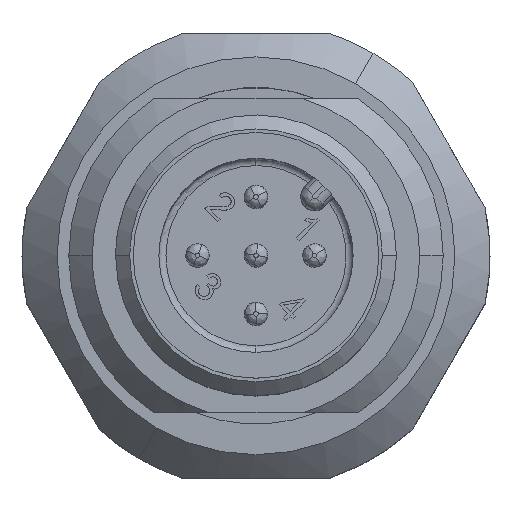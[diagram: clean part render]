
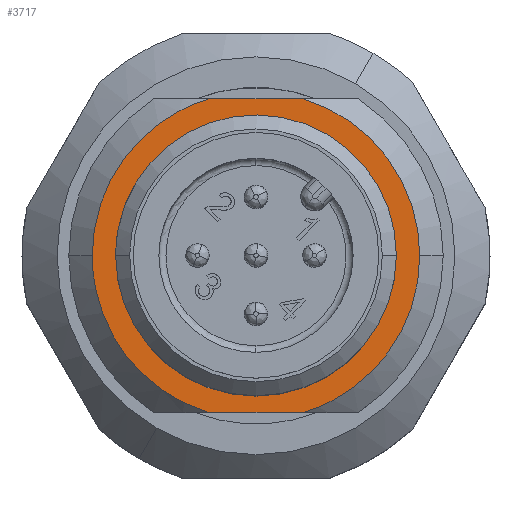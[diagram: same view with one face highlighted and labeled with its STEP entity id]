
A CAD part, top view. The second image highlights one B-rep face of the part: STEP entity #3717.
In plain terms, the highlighted planar face has unit normal (0, 0, 1).
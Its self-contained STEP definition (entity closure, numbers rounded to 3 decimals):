
#3609=AXIS2_PLACEMENT_3D('Circle Axis2P3D',#3607,#3608,$) ;
#3623=AXIS2_PLACEMENT_3D('Plane Axis2P3D',#3620,#3621,#3622) ;
#3701=AXIS2_PLACEMENT_3D('Circle Axis2P3D',#3699,#3700,$) ;
#3710=AXIS2_PLACEMENT_3D('Circle Axis2P3D',#3708,#3709,$) ;
#3595=CARTESIAN_POINT('Vertex',(17.,9.5,24.)) ;
#3604=CARTESIAN_POINT('Vertex',(12.027,16.2,24.)) ;
#3607=CARTESIAN_POINT('Axis2P3D Location',(10.,9.5,24.)) ;
#3620=CARTESIAN_POINT('Axis2P3D Location',(3.,9.5,24.)) ;
#3625=CARTESIAN_POINT('Line Origine',(10.,16.2,24.)) ;
#3629=CARTESIAN_POINT('Vertex',(7.973,16.2,24.)) ;
#3633=CARTESIAN_POINT('Control Point',(3.,9.5,24.)) ;
#3634=CARTESIAN_POINT('Control Point',(3.,9.656,24.)) ;
#3635=CARTESIAN_POINT('Control Point',(3.004,9.813,24.)) ;
#3636=CARTESIAN_POINT('Control Point',(3.013,9.969,24.)) ;
#3637=CARTESIAN_POINT('Control Point',(3.081,10.771,24.)) ;
#3638=CARTESIAN_POINT('Control Point',(3.263,11.56,24.)) ;
#3639=CARTESIAN_POINT('Control Point',(3.483,12.176,24.)) ;
#3640=CARTESIAN_POINT('Control Point',(4.061,13.346,24.)) ;
#3641=CARTESIAN_POINT('Control Point',(4.892,14.352,24.)) ;
#3642=CARTESIAN_POINT('Control Point',(5.364,14.805,24.)) ;
#3643=CARTESIAN_POINT('Control Point',(6.153,15.403,24.)) ;
#3644=CARTESIAN_POINT('Control Point',(7.029,15.852,24.)) ;
#3645=CARTESIAN_POINT('Control Point',(7.337,15.987,24.)) ;
#3646=CARTESIAN_POINT('Control Point',(7.652,16.103,24.)) ;
#3647=CARTESIAN_POINT('Control Point',(7.973,16.2,24.)) ;
#3648=CARTESIAN_POINT('Vertex',(3.,9.5,24.)) ;
#3652=CARTESIAN_POINT('Control Point',(7.973,2.8,24.)) ;
#3653=CARTESIAN_POINT('Control Point',(7.352,2.988,24.)) ;
#3654=CARTESIAN_POINT('Control Point',(6.754,3.247,24.)) ;
#3655=CARTESIAN_POINT('Control Point',(6.188,3.575,24.)) ;
#3656=CARTESIAN_POINT('Control Point',(5.143,4.356,24.)) ;
#3657=CARTESIAN_POINT('Control Point',(4.303,5.355,24.)) ;
#3658=CARTESIAN_POINT('Control Point',(3.943,5.901,24.)) ;
#3659=CARTESIAN_POINT('Control Point',(3.428,6.926,24.)) ;
#3660=CARTESIAN_POINT('Control Point',(3.129,8.03,24.)) ;
#3661=CARTESIAN_POINT('Control Point',(3.043,8.517,24.)) ;
#3662=CARTESIAN_POINT('Control Point',(3.,9.008,24.)) ;
#3663=CARTESIAN_POINT('Control Point',(3.,9.5,24.)) ;
#3664=CARTESIAN_POINT('Vertex',(7.973,2.8,24.)) ;
#3667=CARTESIAN_POINT('Line Origine',(10.,2.8,24.)) ;
#3671=CARTESIAN_POINT('Vertex',(12.027,2.8,24.)) ;
#3675=CARTESIAN_POINT('Control Point',(17.,9.5,24.)) ;
#3676=CARTESIAN_POINT('Control Point',(17.,9.344,24.)) ;
#3677=CARTESIAN_POINT('Control Point',(16.996,9.187,24.)) ;
#3678=CARTESIAN_POINT('Control Point',(16.987,9.031,24.)) ;
#3679=CARTESIAN_POINT('Control Point',(16.919,8.229,24.)) ;
#3680=CARTESIAN_POINT('Control Point',(16.737,7.44,24.)) ;
#3681=CARTESIAN_POINT('Control Point',(16.517,6.824,24.)) ;
#3682=CARTESIAN_POINT('Control Point',(15.939,5.654,24.)) ;
#3683=CARTESIAN_POINT('Control Point',(15.108,4.648,24.)) ;
#3684=CARTESIAN_POINT('Control Point',(14.636,4.195,24.)) ;
#3685=CARTESIAN_POINT('Control Point',(13.847,3.597,24.)) ;
#3686=CARTESIAN_POINT('Control Point',(12.971,3.148,24.)) ;
#3687=CARTESIAN_POINT('Control Point',(12.663,3.013,24.)) ;
#3688=CARTESIAN_POINT('Control Point',(12.348,2.897,24.)) ;
#3689=CARTESIAN_POINT('Control Point',(12.027,2.8,24.)) ;
#3699=CARTESIAN_POINT('Axis2P3D Location',(10.,9.5,24.)) ;
#3703=CARTESIAN_POINT('Vertex',(16.,9.5,24.)) ;
#3705=CARTESIAN_POINT('Vertex',(4.,9.5,24.)) ;
#3708=CARTESIAN_POINT('Axis2P3D Location',(10.,9.5,24.)) ;
#3608=DIRECTION('Axis2P3D Direction',(0.,0.,-1.)) ;
#3621=DIRECTION('Axis2P3D Direction',(0.,0.,1.)) ;
#3622=DIRECTION('Axis2P3D XDirection',(0.,1.,0.)) ;
#3626=DIRECTION('Vector Direction',(-1.,0.,0.)) ;
#3668=DIRECTION('Vector Direction',(1.,0.,0.)) ;
#3700=DIRECTION('Axis2P3D Direction',(0.,0.,1.)) ;
#3709=DIRECTION('Axis2P3D Direction',(0.,0.,1.)) ;
#3627=VECTOR('Line Direction',#3626,1.) ;
#3669=VECTOR('Line Direction',#3668,1.) ;
#3692=ORIENTED_EDGE('',*,*,#3631,.T.) ;
#3693=ORIENTED_EDGE('',*,*,#3650,.F.) ;
#3694=ORIENTED_EDGE('',*,*,#3666,.F.) ;
#3695=ORIENTED_EDGE('',*,*,#3673,.T.) ;
#3696=ORIENTED_EDGE('',*,*,#3690,.F.) ;
#3697=ORIENTED_EDGE('',*,*,#3611,.F.) ;
#3714=ORIENTED_EDGE('',*,*,#3707,.F.) ;
#3715=ORIENTED_EDGE('',*,*,#3712,.F.) ;
#3716=FACE_BOUND('',#3713,.T.) ;
#3717=ADVANCED_FACE('V1',(#3698,#3716),#3624,.T.) ;
#3632=B_SPLINE_CURVE_WITH_KNOTS('',5,(#3633,#3634,#3635,#3636,#3637,#3638,#3639,#3640,#3641,#3642,#3643,#3644,#3645,#3646,#3647),.UNSPECIFIED.,.F.,.U.,(6,3,3,3,6),(12.641,13.748,18.33,22.913,25.283),.UNSPECIFIED.) ;
#3651=B_SPLINE_CURVE_WITH_KNOTS('',5,(#3652,#3653,#3654,#3655,#3656,#3657,#3658,#3659,#3660,#3661,#3662,#3663),.UNSPECIFIED.,.F.,.U.,(6,3,3,6),(0.,4.583,9.165,12.641),.UNSPECIFIED.) ;
#3674=B_SPLINE_CURVE_WITH_KNOTS('',5,(#3675,#3676,#3677,#3678,#3679,#3680,#3681,#3682,#3683,#3684,#3685,#3686,#3687,#3688,#3689),.UNSPECIFIED.,.F.,.U.,(6,3,3,3,6),(12.641,13.748,18.33,22.913,25.283),.UNSPECIFIED.) ;
#3610=CIRCLE('generated circle',#3609,7.) ;
#3702=CIRCLE('generated circle',#3701,6.) ;
#3711=CIRCLE('generated circle',#3710,6.) ;
#3611=EDGE_CURVE('',#3605,#3596,#3610,.T.) ;
#3631=EDGE_CURVE('',#3605,#3630,#3628,.T.) ;
#3650=EDGE_CURVE('',#3649,#3630,#3632,.T.) ;
#3666=EDGE_CURVE('',#3665,#3649,#3651,.T.) ;
#3673=EDGE_CURVE('',#3665,#3672,#3670,.T.) ;
#3690=EDGE_CURVE('',#3596,#3672,#3674,.T.) ;
#3707=EDGE_CURVE('',#3704,#3706,#3702,.T.) ;
#3712=EDGE_CURVE('',#3706,#3704,#3711,.T.) ;
#3691=EDGE_LOOP('',(#3692,#3693,#3694,#3695,#3696,#3697)) ;
#3713=EDGE_LOOP('',(#3714,#3715)) ;
#3698=FACE_OUTER_BOUND('',#3691,.T.) ;
#3628=LINE('Line',#3625,#3627) ;
#3670=LINE('Line',#3667,#3669) ;
#3624=PLANE('',#3623) ;
#3596=VERTEX_POINT('',#3595) ;
#3605=VERTEX_POINT('',#3604) ;
#3630=VERTEX_POINT('',#3629) ;
#3649=VERTEX_POINT('',#3648) ;
#3665=VERTEX_POINT('',#3664) ;
#3672=VERTEX_POINT('',#3671) ;
#3704=VERTEX_POINT('',#3703) ;
#3706=VERTEX_POINT('',#3705) ;
